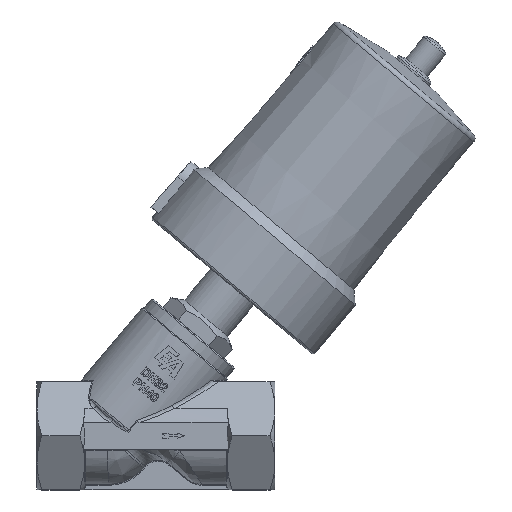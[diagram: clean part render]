
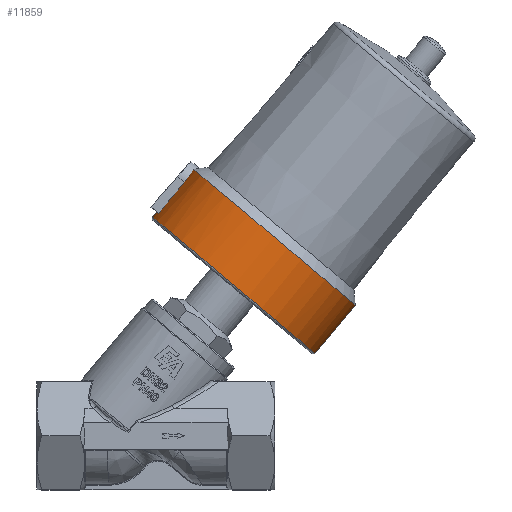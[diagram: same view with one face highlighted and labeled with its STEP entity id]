
A CAD part, top view. The second image highlights one B-rep face of the part: STEP entity #11859.
In plain terms, the highlighted cylindrical face has radius 49 mm (diameter 98 mm), a full revolution.
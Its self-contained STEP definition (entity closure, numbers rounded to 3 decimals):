
#295=ELLIPSE('',#13021,1404.032,49.);
#296=ELLIPSE('',#13030,1404.032,49.);
#689=B_SPLINE_CURVE_WITH_KNOTS('',3,(#26311,#26312,#26313,#26314,#26315,
#26316,#26317,#26318),.UNSPECIFIED.,.F.,.F.,(4,2,2,4),(4.97,
5.076,5.438,5.768),.UNSPECIFIED.);
#691=B_SPLINE_CURVE_WITH_KNOTS('',3,(#26334,#26335,#26336,#26337,#26338,
#26339,#26340,#26341),.UNSPECIFIED.,.F.,.F.,(4,2,2,4),(2.934,
3.263,3.626,3.731),.UNSPECIFIED.);
#986=CYLINDRICAL_SURFACE('',#13051,49.);
#1463=CIRCLE('',#13032,49.);
#1464=CIRCLE('',#13034,49.);
#1465=CIRCLE('',#13035,49.);
#1474=CIRCLE('',#13047,49.);
#1475=CIRCLE('',#13048,49.);
#1476=CIRCLE('',#13049,49.);
#2226=FACE_OUTER_BOUND('',#2953,.T.);
#2953=EDGE_LOOP('',(#10743,#10744,#10745,#10746,#10747,#10748,#10749,#10750,
#10751,#10752,#10753,#10754));
#3679=LINE('',#26428,#4377);
#4377=VECTOR('',#15822,49.);
#5499=VERTEX_POINT('',#26302);
#5500=VERTEX_POINT('',#26304);
#5501=VERTEX_POINT('',#26308);
#5502=VERTEX_POINT('',#26310);
#5503=VERTEX_POINT('',#26319);
#5508=VERTEX_POINT('',#26389);
#5509=VERTEX_POINT('',#26395);
#5518=VERTEX_POINT('',#26419);
#5519=VERTEX_POINT('',#26421);
#5520=VERTEX_POINT('',#26423);
#7252=EDGE_CURVE('',#5500,#5499,#295,.T.);
#7255=EDGE_CURVE('',#5502,#5501,#689,.T.);
#7257=EDGE_CURVE('',#5499,#5503,#691,.T.);
#7265=EDGE_CURVE('',#5501,#5508,#296,.T.);
#7266=EDGE_CURVE('',#5508,#5500,#1463,.T.);
#7267=EDGE_CURVE('',#5503,#5509,#1464,.T.);
#7268=EDGE_CURVE('',#5509,#5502,#1465,.T.);
#7280=EDGE_CURVE('',#5518,#5519,#1474,.T.);
#7281=EDGE_CURVE('',#5519,#5520,#1475,.T.);
#7282=EDGE_CURVE('',#5520,#5518,#1476,.T.);
#7284=EDGE_CURVE('',#5519,#5509,#3679,.T.);
#10743=ORIENTED_EDGE('',*,*,#7282,.F.);
#10744=ORIENTED_EDGE('',*,*,#7281,.F.);
#10745=ORIENTED_EDGE('',*,*,#7284,.T.);
#10746=ORIENTED_EDGE('',*,*,#7268,.T.);
#10747=ORIENTED_EDGE('',*,*,#7255,.T.);
#10748=ORIENTED_EDGE('',*,*,#7265,.T.);
#10749=ORIENTED_EDGE('',*,*,#7266,.T.);
#10750=ORIENTED_EDGE('',*,*,#7252,.T.);
#10751=ORIENTED_EDGE('',*,*,#7257,.T.);
#10752=ORIENTED_EDGE('',*,*,#7267,.T.);
#10753=ORIENTED_EDGE('',*,*,#7284,.F.);
#10754=ORIENTED_EDGE('',*,*,#7280,.F.);
#11859=ADVANCED_FACE('',(#2226),#986,.T.);
#13021=AXIS2_PLACEMENT_3D('',#26305,#15752,#15753);
#13030=AXIS2_PLACEMENT_3D('',#26391,#15775,#15776);
#13032=AXIS2_PLACEMENT_3D('',#26393,#15779,#15780);
#13034=AXIS2_PLACEMENT_3D('',#26396,#15783,#15784);
#13035=AXIS2_PLACEMENT_3D('',#26397,#15785,#15786);
#13047=AXIS2_PLACEMENT_3D('',#26422,#15812,#15813);
#13048=AXIS2_PLACEMENT_3D('',#26424,#15814,#15815);
#13049=AXIS2_PLACEMENT_3D('',#26425,#15816,#15817);
#13051=AXIS2_PLACEMENT_3D('',#26427,#15820,#15821);
#15752=DIRECTION('center_axis',(0.999,0.035,0.));
#15753=DIRECTION('ref_axis',(0.035,-0.999,0.));
#15775=DIRECTION('center_axis',(-0.999,0.035,0.));
#15776=DIRECTION('ref_axis',(0.035,0.999,0.));
#15779=DIRECTION('center_axis',(0.,-1.,0.));
#15780=DIRECTION('ref_axis',(1.,0.,0.));
#15783=DIRECTION('center_axis',(0.,-1.,0.));
#15784=DIRECTION('ref_axis',(1.,0.,0.));
#15785=DIRECTION('center_axis',(0.,-1.,0.));
#15786=DIRECTION('ref_axis',(1.,0.,0.));
#15812=DIRECTION('center_axis',(0.,-1.,0.));
#15813=DIRECTION('ref_axis',(-1.,0.,0.));
#15814=DIRECTION('center_axis',(0.,-1.,0.));
#15815=DIRECTION('ref_axis',(-1.,0.,0.));
#15816=DIRECTION('center_axis',(0.,-1.,0.));
#15817=DIRECTION('ref_axis',(-1.,0.,0.));
#15820=DIRECTION('center_axis',(0.,-1.,0.));
#15821=DIRECTION('ref_axis',(1.,0.,0.));
#15822=DIRECTION('',(0.,1.,0.));
#26302=CARTESIAN_POINT('',(9.592,31.738,-48.052));
#26304=CARTESIAN_POINT('',(10.25,12.903,-47.916));
#26305=CARTESIAN_POINT('Origin',(0.,306.425,
0.));
#26308=CARTESIAN_POINT('',(-9.592,31.738,-48.052));
#26310=CARTESIAN_POINT('',(-5.989,38.903,-48.633));
#26311=CARTESIAN_POINT('Ctrl Pts',(-5.989,38.903,-48.633));
#26312=CARTESIAN_POINT('Ctrl Pts',(-6.272,38.677,-48.598));
#26313=CARTESIAN_POINT('Ctrl Pts',(-6.539,38.438,-48.562));
#26314=CARTESIAN_POINT('Ctrl Pts',(-7.637,37.34,-48.409));
#26315=CARTESIAN_POINT('Ctrl Pts',(-8.375,36.263,-48.281));
#26316=CARTESIAN_POINT('Ctrl Pts',(-9.311,34.008,-48.109));
#26317=CARTESIAN_POINT('Ctrl Pts',(-9.554,32.848,-48.06));
#26318=CARTESIAN_POINT('Ctrl Pts',(-9.592,31.738,-48.052));
#26319=CARTESIAN_POINT('',(5.989,38.903,-48.633));
#26334=CARTESIAN_POINT('Ctrl Pts',(9.592,31.738,-48.052));
#26335=CARTESIAN_POINT('Ctrl Pts',(9.554,32.848,-48.06));
#26336=CARTESIAN_POINT('Ctrl Pts',(9.311,34.008,-48.109));
#26337=CARTESIAN_POINT('Ctrl Pts',(8.375,36.263,-48.281));
#26338=CARTESIAN_POINT('Ctrl Pts',(7.637,37.34,-48.409));
#26339=CARTESIAN_POINT('Ctrl Pts',(6.539,38.438,-48.562));
#26340=CARTESIAN_POINT('Ctrl Pts',(6.272,38.677,-48.598));
#26341=CARTESIAN_POINT('Ctrl Pts',(5.989,38.903,-48.633));
#26389=CARTESIAN_POINT('',(-10.25,12.903,-47.916));
#26391=CARTESIAN_POINT('Origin',(0.,306.425,
0.));
#26393=CARTESIAN_POINT('Origin',(0.,12.903,
0.));
#26395=CARTESIAN_POINT('',(-49.,38.903,0.));
#26396=CARTESIAN_POINT('Origin',(0.,38.903,
0.));
#26397=CARTESIAN_POINT('Origin',(0.,38.903,
0.));
#26419=CARTESIAN_POINT('',(0.,9.903,49.));
#26421=CARTESIAN_POINT('',(-49.,9.903,0.));
#26422=CARTESIAN_POINT('Origin',(0.,9.903,
0.));
#26423=CARTESIAN_POINT('',(49.,9.903,0.));
#26424=CARTESIAN_POINT('Origin',(0.,9.903,
0.));
#26425=CARTESIAN_POINT('Origin',(0.,9.903,
0.));
#26427=CARTESIAN_POINT('Origin',(0.,23.903,
0.));
#26428=CARTESIAN_POINT('',(-49.,23.903,0.));
